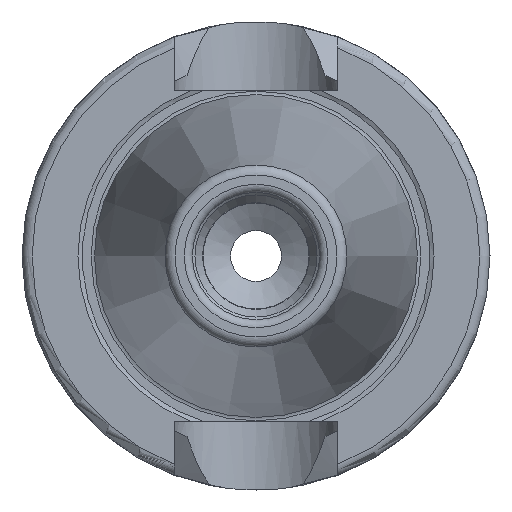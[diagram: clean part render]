
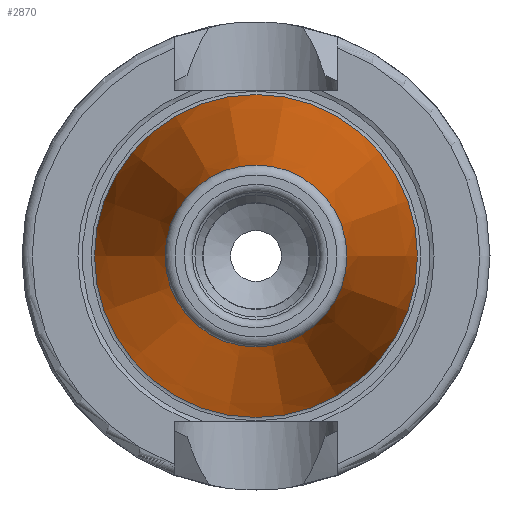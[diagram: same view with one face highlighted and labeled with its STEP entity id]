
A CAD part, left-side view. The second image highlights one B-rep face of the part: STEP entity #2870.
In plain terms, the highlighted conical face has half-angle 8.297 degrees and reference radius 12.408 mm.
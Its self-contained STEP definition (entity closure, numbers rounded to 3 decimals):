
#2836=CARTESIAN_POINT('',(-47.544,8.941,0.0));
#2837=VERTEX_POINT('',#2836);
#2838=CARTESIAN_POINT('',(-47.544,0.,0.0));
#2839=DIRECTION('',(1.0,0.0,0.0));
#2840=DIRECTION('',(0.0,1.0,0.0));
#2841=AXIS2_PLACEMENT_3D('',#2838,#2839,#2840);
#2842=CIRCLE('',#2841,8.941);
#2843=EDGE_CURVE('',#2837,#2837,#2842,.T.);
#2851=CARTESIAN_POINT('',(-23.772,0.,0.0));
#2852=DIRECTION('',(1.0,0.,0.0));
#2853=DIRECTION('',(0.0,1.0,0.0));
#2854=AXIS2_PLACEMENT_3D('',#2851,#2852,#2853);
#2855=CONICAL_SURFACE('',#2854,12.408,8.297);
#2856=CARTESIAN_POINT('',(0.0,15.875,0.0));
#2857=VERTEX_POINT('',#2856);
#2858=CARTESIAN_POINT('',(0.,0.,0.0));
#2859=DIRECTION('',(1.0,0.0,0.0));
#2860=DIRECTION('',(0.0,1.0,0.0));
#2861=AXIS2_PLACEMENT_3D('',#2858,#2859,#2860);
#2862=CIRCLE('',#2861,15.875);
#2863=EDGE_CURVE('',#2857,#2857,#2862,.T.);
#2864=ORIENTED_EDGE('',*,*,#2863,.F.);
#2865=EDGE_LOOP('',(#2864));
#2866=FACE_OUTER_BOUND('',#2865,.T.);
#2867=ORIENTED_EDGE('',*,*,#2843,.T.);
#2868=EDGE_LOOP('',(#2867));
#2869=FACE_BOUND('',#2868,.T.);
#2870=ADVANCED_FACE('',(#2866,#2869),#2855,.T.);
